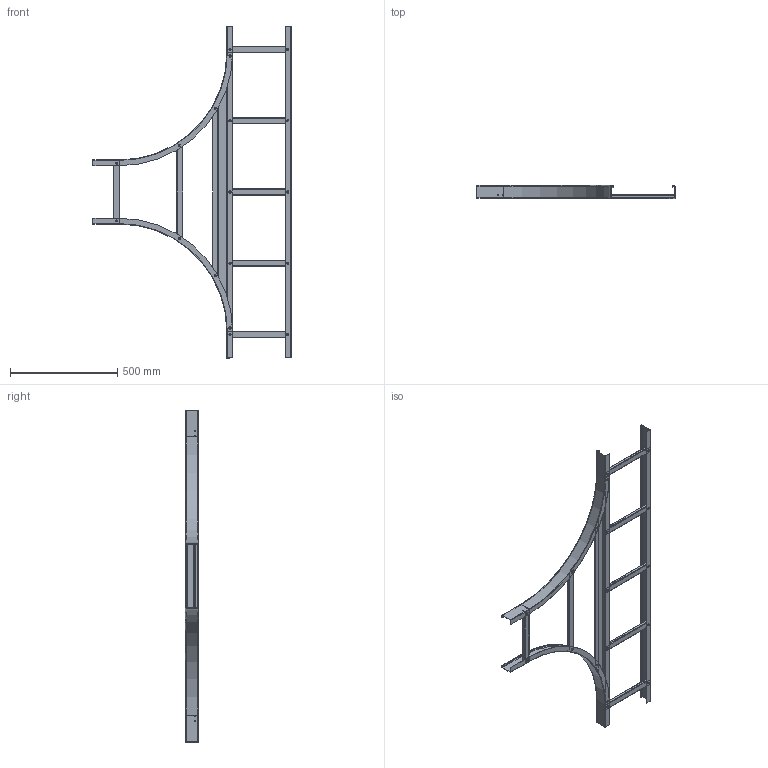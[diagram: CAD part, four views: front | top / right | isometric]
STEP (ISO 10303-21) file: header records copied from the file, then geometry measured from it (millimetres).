
FILE_DESCRIPTION (( 'STEP AP214' ), '1' );
FILE_NAME ('6219405.STEP', '2025-12-12T09:48:50', ( '' ), ( '' ), 'SwSTEP 2.0', 'SolidWorks 2024', '' );
FILE_SCHEMA (( 'AUTOMOTIVE_DESIGN' ));
Length unit declared in the file: millimetre
Products named in the file (9): KTS 14.041-005_3.5mm; 131591_60х27хR500 Right; 131571_L=295 (NB=300); 131572_060x1550 (B=300); 131594_NB0300; 131595_NB0300; KTS 14.041-005_3.00mm; 131591_60x27xR500 Left; 6219405
Assembly tree (29 placements, depth 2):
  6219405
    131572_060x1550 (B=300)
    131591_60x27xR500 Left
    131591_60х27хR500 Right
    131594_NB0300
    131571_L=295 (NB=300)  x6
    131595_NB0300
    KTS 14.041-005_3.00mm  x14
    KTS 14.041-005_3.5mm  x4
Bounding box: 925 x 61.6 x 1550 mm (x, y, z)
Volume: 1002929.1 mm3; surface area: 1293233.6 mm2
Topology: 29 solids, 29 shells, 607 faces, 1303 edges, 772 vertices
Faces by surface type: plane 340, cylinder 143, torus 78, cone 36, bspline 10
Entity records: 7269 total; most frequent: CARTESIAN_POINT 1884, DIRECTION 1083, ORIENTED_EDGE 1014, EDGE_CURVE 507, LINE 361, VECTOR 361, AXIS2_PLACEMENT_3D 361, VERTEX_POINT 302
